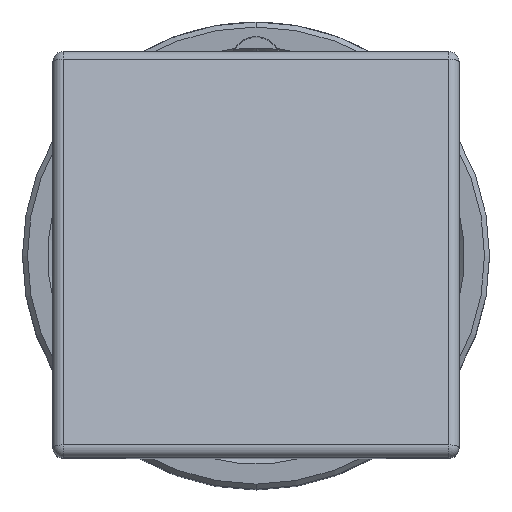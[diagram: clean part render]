
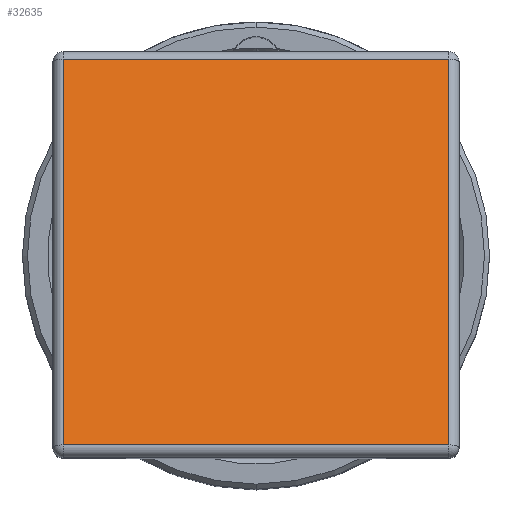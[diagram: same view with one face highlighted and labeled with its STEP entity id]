
A CAD part, top view. The second image highlights one B-rep face of the part: STEP entity #32635.
In plain terms, the highlighted planar face has unit normal (0, 0.259, 0.966).
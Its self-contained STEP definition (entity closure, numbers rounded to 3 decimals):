
#31089=DIRECTION('',(0.,-0.966,0.259));
#31090=VECTOR('',#31089,39.34);
#31091=CARTESIAN_POINT('',(19.,19.259,102.784));
#31092=LINE('',#31091,#31090);
#31096=DIRECTION('',(-1.,0.,0.));
#31097=VECTOR('',#31096,38.);
#31098=CARTESIAN_POINT('',(19.,-18.741,112.966));
#31099=LINE('',#31098,#31097);
#31103=DIRECTION('',(0.,0.966,-0.259));
#31104=VECTOR('',#31103,39.34);
#31105=CARTESIAN_POINT('',(-19.,-18.741,112.966));
#31106=LINE('',#31105,#31104);
#31110=DIRECTION('',(1.,0.,0.));
#31111=VECTOR('',#31110,38.);
#31112=CARTESIAN_POINT('',(-19.,19.259,102.784));
#31113=LINE('',#31112,#31111);
#31428=CARTESIAN_POINT('',(19.,19.259,102.784));
#31429=CARTESIAN_POINT('',(19.,-18.741,112.966));
#31430=VERTEX_POINT('',#31428);
#31431=VERTEX_POINT('',#31429);
#31432=CARTESIAN_POINT('',(-19.,-18.741,112.966));
#31433=VERTEX_POINT('',#31432);
#31434=CARTESIAN_POINT('',(-19.,19.259,102.784));
#31435=VERTEX_POINT('',#31434);
#32624=CARTESIAN_POINT('',(-25.,-20.,113.303));
#32625=DIRECTION('',(0.,-0.259,-0.966));
#32626=DIRECTION('',(0.,0.966,-0.259));
#32627=AXIS2_PLACEMENT_3D('',#32624,#32625,#32626);
#32628=PLANE('',#32627);
#32629=ORIENTED_EDGE('',*,*,#31892,.T.);
#32630=ORIENTED_EDGE('',*,*,#31919,.T.);
#32631=ORIENTED_EDGE('',*,*,#32617,.T.);
#32632=ORIENTED_EDGE('',*,*,#31865,.T.);
#32633=EDGE_LOOP('',(#32629,#32630,#32631,#32632));
#32634=FACE_OUTER_BOUND('',#32633,.F.);
#31865=EDGE_CURVE('',#31435,#31430,#31113,.T.);
#31892=EDGE_CURVE('',#31430,#31431,#31092,.T.);
#31919=EDGE_CURVE('',#31431,#31433,#31099,.T.);
#32617=EDGE_CURVE('',#31433,#31435,#31106,.T.);
#32635=ADVANCED_FACE('',(#32634),#32628,.F.);
